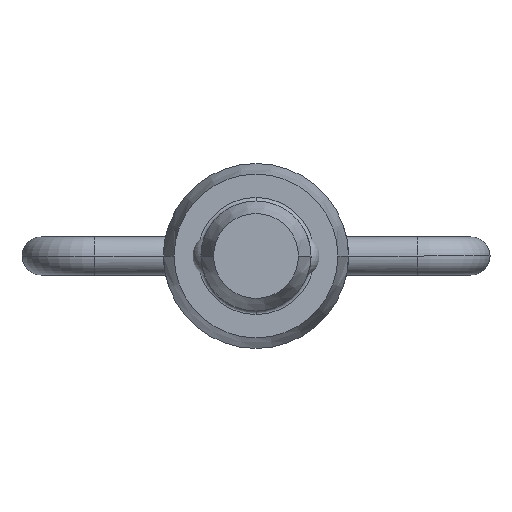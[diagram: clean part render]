
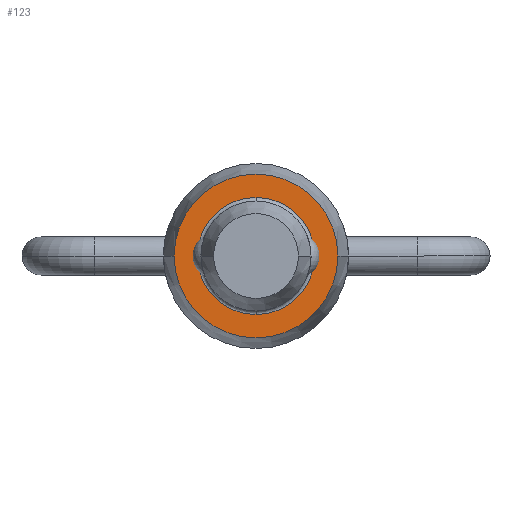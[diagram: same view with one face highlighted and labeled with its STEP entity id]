
A CAD part, front view. The second image highlights one B-rep face of the part: STEP entity #123.
In plain terms, the highlighted planar face has unit normal (0, -1, 0).
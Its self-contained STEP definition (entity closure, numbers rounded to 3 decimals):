
#123=ADVANCED_FACE('',(#252,#253),#254,.T.);
#252=FACE_OUTER_BOUND('',#385,.T.);
#253=FACE_BOUND('',#386,.T.);
#254=PLANE('',#387);
#385=EDGE_LOOP('',(#676,#677));
#386=EDGE_LOOP('',(#678,#679,#680));
#387=AXIS2_PLACEMENT_3D('',#681,#682,#683);
#676=ORIENTED_EDGE('',*,*,#902,.T.);
#677=ORIENTED_EDGE('',*,*,#791,.T.);
#678=ORIENTED_EDGE('',*,*,#898,.T.);
#679=ORIENTED_EDGE('',*,*,#876,.T.);
#680=ORIENTED_EDGE('',*,*,#899,.T.);
#681=CARTESIAN_POINT('',(-4.355,0.0,0.0));
#682=DIRECTION('',(0.,-1.0,0.0));
#683=DIRECTION('',(1.0,0.,0.0));
#791=EDGE_CURVE('',#935,#932,#936,.T.);
#876=EDGE_CURVE('',#1066,#1072,#1074,.T.);
#898=EDGE_CURVE('',#1099,#1066,#1100,.T.);
#899=EDGE_CURVE('',#1072,#1099,#1101,.T.);
#902=EDGE_CURVE('',#932,#935,#1104,.T.);
#932=VERTEX_POINT('',#1137);
#935=VERTEX_POINT('',#1141);
#936=CIRCLE('',#1142,4.722);
#1066=VERTEX_POINT('',#1443);
#1072=VERTEX_POINT('',#1449);
#1074=CIRCLE('',#1451,3.375);
#1099=VERTEX_POINT('',#1484);
#1100=CIRCLE('',#1485,3.375);
#1101=CIRCLE('',#1486,3.375);
#1104=CIRCLE('',#1489,4.722);
#1137=CARTESIAN_POINT('',(-4.722,0.0,0.0));
#1141=CARTESIAN_POINT('',(4.722,0.,0.));
#1142=AXIS2_PLACEMENT_3D('',#1542,#1543,#1544);
#1443=CARTESIAN_POINT('',(0.,0.,3.375));
#1449=CARTESIAN_POINT('',(0.,0.,-3.375));
#1451=AXIS2_PLACEMENT_3D('',#1682,#1683,#1684);
#1484=CARTESIAN_POINT('',(-3.375,0.0,0.0));
#1485=AXIS2_PLACEMENT_3D('',#1711,#1712,#1713);
#1486=AXIS2_PLACEMENT_3D('',#1714,#1715,#1716);
#1489=AXIS2_PLACEMENT_3D('',#1720,#1721,#1722);
#1542=CARTESIAN_POINT('',(0.,0.0,0.));
#1543=DIRECTION('',(0.,-1.0,0.0));
#1544=DIRECTION('',(-1.0,0.,0.0));
#1682=CARTESIAN_POINT('',(0.,0.0,0.0));
#1683=DIRECTION('',(0.,1.0,0.0));
#1684=DIRECTION('',(-1.0,0.,0.0));
#1711=CARTESIAN_POINT('',(0.,0.0,0.0));
#1712=DIRECTION('',(0.,1.0,0.0));
#1713=DIRECTION('',(-1.0,0.,0.0));
#1714=CARTESIAN_POINT('',(0.,0.0,0.0));
#1715=DIRECTION('',(0.,1.0,0.0));
#1716=DIRECTION('',(-1.0,0.,0.0));
#1720=CARTESIAN_POINT('',(0.,0.0,0.));
#1721=DIRECTION('',(0.,-1.0,0.0));
#1722=DIRECTION('',(-1.0,0.,0.0));
